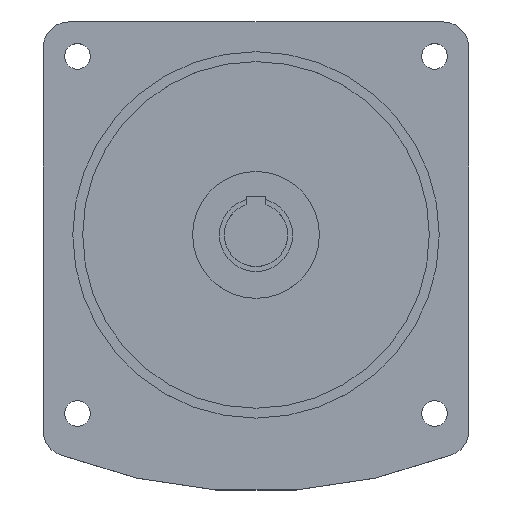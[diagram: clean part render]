
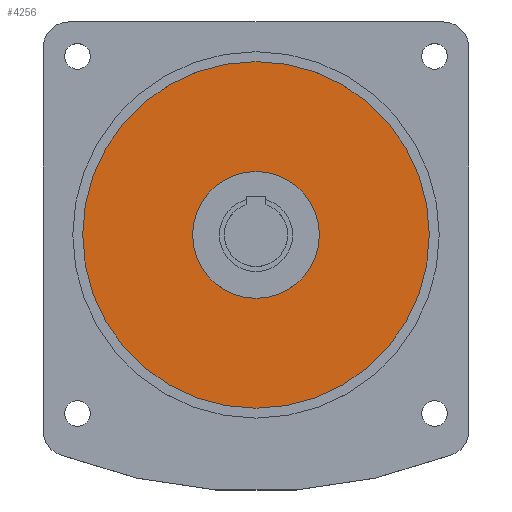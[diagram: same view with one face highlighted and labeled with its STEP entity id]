
A CAD part, top view. The second image highlights one B-rep face of the part: STEP entity #4256.
In plain terms, the highlighted planar face has unit normal (0, 0, 1).
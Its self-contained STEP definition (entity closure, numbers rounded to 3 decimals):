
#49 = EDGE_LOOP ( 'NONE', ( #3549, #4535 ) ) ;
#130 = CARTESIAN_POINT ( 'NONE',  ( 32., 0., 0. ) ) ;
#131 = PLANE ( 'NONE',  #445 ) ;
#171 = CARTESIAN_POINT ( 'NONE',  ( -32., 0., 0. ) ) ;
#234 = EDGE_CURVE ( 'NONE', #2436, #479, #1826, .T. ) ;
#262 = CIRCLE ( 'NONE', #742, 32. ) ;
#312 = EDGE_CURVE ( 'NONE', #2924, #4037, #1822, .T. ) ;
#353 = AXIS2_PLACEMENT_3D ( 'NONE', #3015, #1219, #1567 ) ;
#445 = AXIS2_PLACEMENT_3D ( 'NONE', #3942, #461, #2595 ) ;
#461 = DIRECTION ( 'NONE',  ( 0., 0., 1. ) ) ;
#479 = VERTEX_POINT ( 'NONE', #130 ) ;
#742 = AXIS2_PLACEMENT_3D ( 'NONE', #977, #3430, #1326 ) ;
#977 = CARTESIAN_POINT ( 'NONE',  ( 0., 0., 0. ) ) ;
#1010 = CARTESIAN_POINT ( 'NONE',  ( 87.5, 0., 0. ) ) ;
#1135 = ORIENTED_EDGE ( 'NONE', *, *, #3092, .F. ) ;
#1138 = FACE_BOUND ( 'NONE', #4257, .T. ) ;
#1194 = ORIENTED_EDGE ( 'NONE', *, *, #234, .F. ) ;
#1219 = DIRECTION ( 'NONE',  ( 0., 0., -1. ) ) ;
#1251 = FACE_OUTER_BOUND ( 'NONE', #49, .T. ) ;
#1326 = DIRECTION ( 'NONE',  ( 1., 0., 0. ) ) ;
#1327 = DIRECTION ( 'NONE',  ( 1., 0., 0. ) ) ;
#1423 = CIRCLE ( 'NONE', #353, 87.5 ) ;
#1455 = AXIS2_PLACEMENT_3D ( 'NONE', #2136, #4253, #2495 ) ;
#1526 = CARTESIAN_POINT ( 'NONE',  ( -87.5, 0., 0. ) ) ;
#1567 = DIRECTION ( 'NONE',  ( 1., 0., 0. ) ) ;
#1822 = CIRCLE ( 'NONE', #1455, 87.5 ) ;
#1826 = CIRCLE ( 'NONE', #4461, 32. ) ;
#2133 = EDGE_CURVE ( 'NONE', #4037, #2924, #1423, .T. ) ;
#2136 = CARTESIAN_POINT ( 'NONE',  ( 0., 0., 0. ) ) ;
#2436 = VERTEX_POINT ( 'NONE', #171 ) ;
#2495 = DIRECTION ( 'NONE',  ( 1., 0., 0. ) ) ;
#2595 = DIRECTION ( 'NONE',  ( 1., 0., 0. ) ) ;
#2924 = VERTEX_POINT ( 'NONE', #1526 ) ;
#3015 = CARTESIAN_POINT ( 'NONE',  ( 0., 0., 0. ) ) ;
#3092 = EDGE_CURVE ( 'NONE', #479, #2436, #262, .T. ) ;
#3430 = DIRECTION ( 'NONE',  ( 0., 0., 1. ) ) ;
#3549 = ORIENTED_EDGE ( 'NONE', *, *, #312, .F. ) ;
#3942 = CARTESIAN_POINT ( 'NONE',  ( 0., 144.142, 0. ) ) ;
#4037 = VERTEX_POINT ( 'NONE', #1010 ) ;
#4204 = CARTESIAN_POINT ( 'NONE',  ( 0., 0., 0. ) ) ;
#4253 = DIRECTION ( 'NONE',  ( 0., 0., -1. ) ) ;
#4256 = ADVANCED_FACE ( 'NONE', ( #1251, #1138 ), #131, .T. ) ;
#4257 = EDGE_LOOP ( 'NONE', ( #1194, #1135 ) ) ;
#4461 = AXIS2_PLACEMENT_3D ( 'NONE', #4204, #4501, #1327 ) ;
#4501 = DIRECTION ( 'NONE',  ( 0., 0., 1. ) ) ;
#4535 = ORIENTED_EDGE ( 'NONE', *, *, #2133, .F. ) ;
